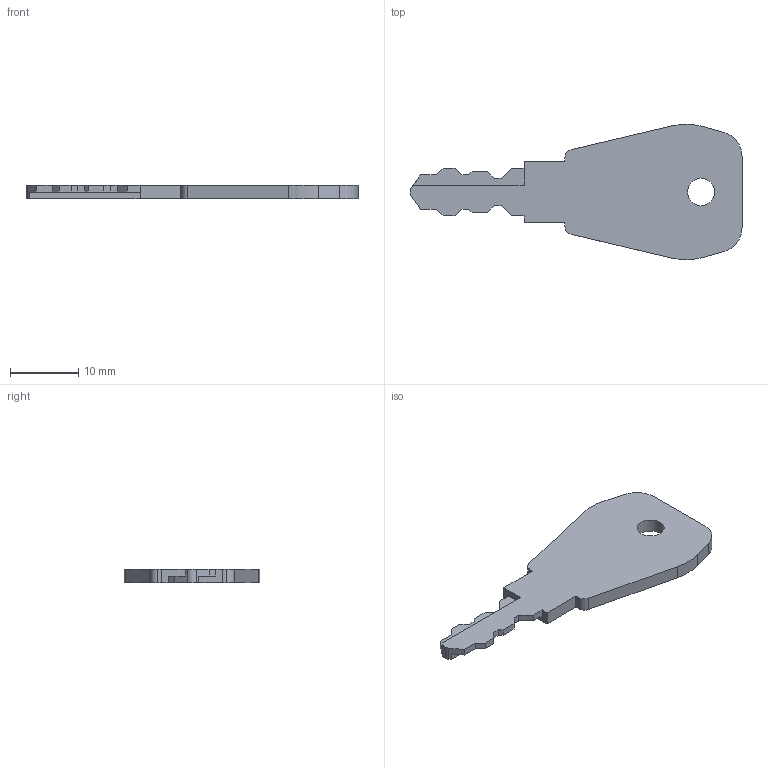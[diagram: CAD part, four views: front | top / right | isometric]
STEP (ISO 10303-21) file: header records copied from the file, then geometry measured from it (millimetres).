
FILE_DESCRIPTION(('FreeCAD Model'),'2;1');
FILE_NAME('Open CASCADE Shape Model','2024-03-05T18:35:08',(''),(''), 'Open CASCADE STEP processor 7.6','FreeCAD','Unknown');
FILE_SCHEMA(('AUTOMOTIVE_DESIGN { 1 0 10303 214 1 1 1 1 }'));
Length unit declared in the file: millimetre
Products named in the file (1): Body001
Bounding box: 48.74 x 19.9 x 2 mm (x, y, z)
Volume: 1076.6 mm3; surface area: 1409.3 mm2
Topology: 1 solids, 1 shells, 49 faces, 141 edges, 94 vertices
Faces by surface type: plane 41, cylinder 8
Full cylindrical faces by diameter (mm): 4 x1
Entity records: 3450 total; most frequent: CARTESIAN_POINT 567, DIRECTION 539, LINE 391, VECTOR 391, ORIENTED_EDGE 282, PCURVE 282, DEFINITIONAL_REPRESENTATION 282, EDGE_CURVE 141
